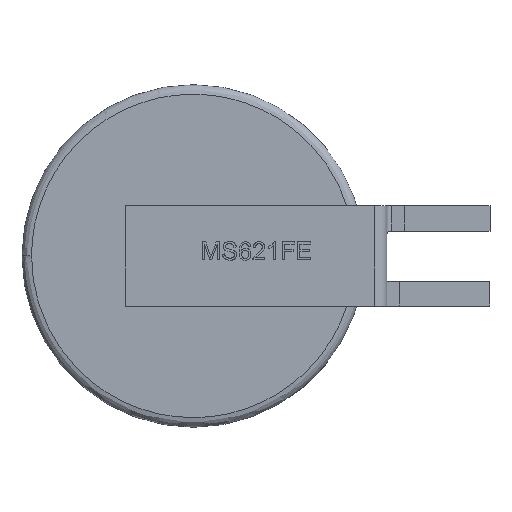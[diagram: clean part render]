
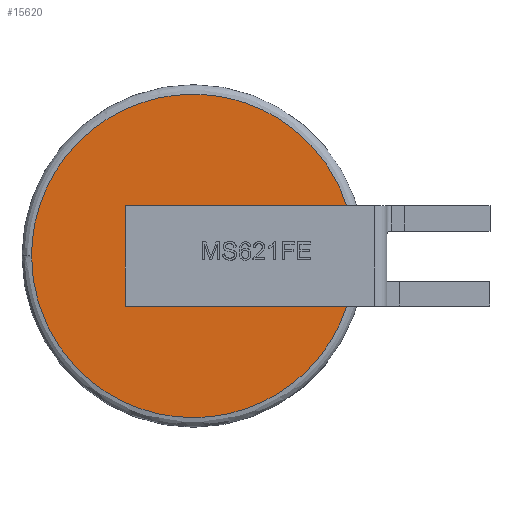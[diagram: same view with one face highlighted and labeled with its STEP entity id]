
A CAD part, top view. The second image highlights one B-rep face of the part: STEP entity #15620.
In plain terms, the highlighted planar face has unit normal (0, 0, 1).
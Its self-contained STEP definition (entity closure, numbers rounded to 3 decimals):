
#31 = CARTESIAN_POINT ( 'NONE',  ( -1.205, -2.975, 2.64 ) ) ;
#172 = VERTEX_POINT ( 'NONE', #5424 ) ;
#391 = CARTESIAN_POINT ( 'NONE',  ( -1.015, 3.046, 2.64 ) ) ;
#1039 = CARTESIAN_POINT ( 'NONE',  ( -3.182, -0.505, 2.64 ) ) ;
#1076 = CARTESIAN_POINT ( 'NONE',  ( 1.359, 2.909, 2.64 ) ) ;
#1346 = CARTESIAN_POINT ( 'NONE',  ( -2.942, 1.284, 2.64 ) ) ;
#1709 = CARTESIAN_POINT ( 'NONE',  ( -2.975, 1.205, 2.64 ) ) ;
#1943 = CARTESIAN_POINT ( 'NONE',  ( 3.21, 0., 2.64 ) ) ;
#1973 = CARTESIAN_POINT ( 'NONE',  ( -3.21, 0.408, 2.64 ) ) ;
#2530 = CARTESIAN_POINT ( 'NONE',  ( -2.583, -1.957, 2.64 ) ) ;
#2636 = CARTESIAN_POINT ( 'NONE',  ( 1.593, -2.822, 2.64 ) ) ;
#2719 = CARTESIAN_POINT ( 'NONE',  ( 2.942, -1.284, 2.64 ) ) ;
#2798 = CARTESIAN_POINT ( 'NONE',  ( 1.957, -2.583, 2.64 ) ) ;
#3324 = CARTESIAN_POINT ( 'NONE',  ( -1.156, 2.995, 2.64 ) ) ;
#3842 = CARTESIAN_POINT ( 'NONE',  ( 3.003, 1.134, 2.64 ) ) ;
#3892 = CARTESIAN_POINT ( 'NONE',  ( -1.86, -2.633, 2.64 ) ) ;
#3973 = CARTESIAN_POINT ( 'NONE',  ( 1.015, -3.046, 2.64 ) ) ;
#4103 = CARTESIAN_POINT ( 'NONE',  ( -2.426, 2.113, 2.64 ) ) ;
#4160 = CARTESIAN_POINT ( 'NONE',  ( -2.995, -1.156, 2.64 ) ) ;
#4231 = CARTESIAN_POINT ( 'NONE',  ( -0.802, -3.135, 2.64 ) ) ;
#4955 = ORIENTED_EDGE ( 'NONE', *, *, #5937, .T. ) ;
#5094 = CARTESIAN_POINT ( 'NONE',  ( 2.822, 1.593, 2.64 ) ) ;
#5161 = FACE_OUTER_BOUND ( 'NONE', #7165, .T. ) ;
#5188 = CARTESIAN_POINT ( 'NONE',  ( 3.182, 0.505, 2.64 ) ) ;
#5357 = CARTESIAN_POINT ( 'NONE',  ( 1.284, 2.942, 2.64 ) ) ;
#5407 = CARTESIAN_POINT ( 'NONE',  ( 2.975, -1.205, 2.64 ) ) ;
#5424 = CARTESIAN_POINT ( 'NONE',  ( -3.21, 0., 2.64 ) ) ;
#5447 = CARTESIAN_POINT ( 'NONE',  ( 3.046, 1.015, 2.64 ) ) ;
#5503 = CARTESIAN_POINT ( 'NONE',  ( -3.21, -0.204, 2.64 ) ) ;
#5535 = CARTESIAN_POINT ( 'NONE',  ( -2.909, 1.359, 2.64 ) ) ;
#5926 = CARTESIAN_POINT ( 'NONE',  ( -3.135, 0.802, 2.64 ) ) ;
#5937 = EDGE_CURVE ( 'NONE', #172, #12125, #9463, .T. ) ;
#6127 = CARTESIAN_POINT ( 'NONE',  ( -3.21, 0., 2.64 ) ) ;
#6616 = CARTESIAN_POINT ( 'NONE',  ( 1.233, 2.964, 2.64 ) ) ;
#6672 = CARTESIAN_POINT ( 'NONE',  ( -1.532, -2.825, 2.64 ) ) ;
#6702 = CARTESIAN_POINT ( 'NONE',  ( 3.21, 0.204, 2.64 ) ) ;
#6755 = CARTESIAN_POINT ( 'NONE',  ( 2.909, -1.359, 2.64 ) ) ;
#6801 = B_SPLINE_CURVE_WITH_KNOTS ( 'NONE', 3,
 ( #9412, #6702, #5188, #10714, #5447, #9142, #3842, #17515, #5094, #7961, #16256, #12260, #13547, #1076, #5357, #6616, #10884, #9511, #12174, #16599, #11478, #11392, #391, #11067, #7209, #3324, #17965, #7385, #4103, #15747, #7293, #5535, #1346, #9606, #1709, #5926, #1973, #6127 ),
 .UNSPECIFIED., .F., .F.,
 ( 4, 1, 1, 1, 2, 2, 2, 1, 1, 1, 2, 2, 2, 1, 1, 1, 2, 2, 2, 1, 1, 1, 2, 2, 4 ),
 ( 0., 0.062, 0.094, 0.109, 0.117, 0.125, 0.25, 0.312, 0.344, 0.359, 0.367, 0.375, 0.5, 0.562, 0.594, 0.609, 0.617, 0.625, 0.75, 0.812, 0.844, 0.859, 0.867, 0.875, 1. ),
 .UNSPECIFIED. ) ;
#7165 = EDGE_LOOP ( 'NONE', ( #4955, #8690 ) ) ;
#7209 = CARTESIAN_POINT ( 'NONE',  ( -1.134, 3.003, 2.64 ) ) ;
#7293 = CARTESIAN_POINT ( 'NONE',  ( -2.825, 1.532, 2.64 ) ) ;
#7385 = CARTESIAN_POINT ( 'NONE',  ( -1.957, 2.583, 2.64 ) ) ;
#7961 = CARTESIAN_POINT ( 'NONE',  ( 2.583, 1.957, 2.64 ) ) ;
#8030 = CARTESIAN_POINT ( 'NONE',  ( -1.233, -2.964, 2.64 ) ) ;
#8125 = CARTESIAN_POINT ( 'NONE',  ( 2.426, -2.113, 2.64 ) ) ;
#8203 = CARTESIAN_POINT ( 'NONE',  ( 3.21, 0., 2.64 ) ) ;
#8289 = CARTESIAN_POINT ( 'NONE',  ( -1.284, -2.942, 2.64 ) ) ;
#8690 = ORIENTED_EDGE ( 'NONE', *, *, #16497, .T. ) ;
#9142 = CARTESIAN_POINT ( 'NONE',  ( 3.021, 1.086, 2.64 ) ) ;
#9382 = CARTESIAN_POINT ( 'NONE',  ( -3.021, -1.086, 2.64 ) ) ;
#9412 = CARTESIAN_POINT ( 'NONE',  ( 3.21, 0., 2.64 ) ) ;
#9463 = B_SPLINE_CURVE_WITH_KNOTS ( 'NONE', 3,
 ( #12491, #5503, #1039, #16309, #11040, #9382, #16565, #4160, #14963, #2530, #15139, #3892, #6672, #9663, #8289, #8030, #31, #4231, #12228, #17748, #16386, #15219, #3973, #9470, #15054, #9569, #2636, #2798, #8125, #13702, #17833, #6755, #2719, #12308, #5407, #10944, #16474, #8203 ),
 .UNSPECIFIED., .F., .F.,
 ( 4, 1, 1, 1, 2, 2, 2, 1, 1, 1, 2, 2, 2, 1, 1, 1, 2, 2, 2, 1, 1, 1, 2, 2, 4 ),
 ( 0., 0.063, 0.094, 0.109, 0.117, 0.125, 0.25, 0.313, 0.344, 0.359, 0.367, 0.375, 0.5, 0.563, 0.594, 0.609, 0.617, 0.625, 0.75, 0.813, 0.844, 0.859, 0.867, 0.875, 1. ),
 .UNSPECIFIED. ) ;
#9470 = CARTESIAN_POINT ( 'NONE',  ( 1.086, -3.021, 2.64 ) ) ;
#9511 = CARTESIAN_POINT ( 'NONE',  ( 0.802, 3.135, 2.64 ) ) ;
#9569 = CARTESIAN_POINT ( 'NONE',  ( 1.156, -2.995, 2.64 ) ) ;
#9606 = CARTESIAN_POINT ( 'NONE',  ( -2.964, 1.233, 2.64 ) ) ;
#9663 = CARTESIAN_POINT ( 'NONE',  ( -1.359, -2.909, 2.64 ) ) ;
#10686 = PLANE ( 'NONE',  #11835 ) ;
#10714 = CARTESIAN_POINT ( 'NONE',  ( 3.1, 0.846, 2.64 ) ) ;
#10782 = CARTESIAN_POINT ( 'NONE',  ( 0., 0., 2.64 ) ) ;
#10884 = CARTESIAN_POINT ( 'NONE',  ( 1.205, 2.975, 2.64 ) ) ;
#10944 = CARTESIAN_POINT ( 'NONE',  ( 3.135, -0.802, 2.64 ) ) ;
#11040 = CARTESIAN_POINT ( 'NONE',  ( -3.046, -1.015, 2.64 ) ) ;
#11067 = CARTESIAN_POINT ( 'NONE',  ( -1.086, 3.021, 2.64 ) ) ;
#11392 = CARTESIAN_POINT ( 'NONE',  ( -0.846, 3.1, 2.64 ) ) ;
#11478 = CARTESIAN_POINT ( 'NONE',  ( -0.505, 3.182, 2.64 ) ) ;
#11835 = AXIS2_PLACEMENT_3D ( 'NONE', #10782, #15061, #13617 ) ;
#12125 = VERTEX_POINT ( 'NONE', #1943 ) ;
#12174 = CARTESIAN_POINT ( 'NONE',  ( 0.408, 3.21, 2.64 ) ) ;
#12228 = CARTESIAN_POINT ( 'NONE',  ( -0.408, -3.21, 2.64 ) ) ;
#12260 = CARTESIAN_POINT ( 'NONE',  ( 1.86, 2.633, 2.64 ) ) ;
#12308 = CARTESIAN_POINT ( 'NONE',  ( 2.964, -1.233, 2.64 ) ) ;
#12491 = CARTESIAN_POINT ( 'NONE',  ( -3.21, 0., 2.64 ) ) ;
#13547 = CARTESIAN_POINT ( 'NONE',  ( 1.532, 2.825, 2.64 ) ) ;
#13617 = DIRECTION ( 'NONE',  ( 1., 0., 0. ) ) ;
#13702 = CARTESIAN_POINT ( 'NONE',  ( 2.633, -1.86, 2.64 ) ) ;
#14963 = CARTESIAN_POINT ( 'NONE',  ( -2.822, -1.593, 2.64 ) ) ;
#15054 = CARTESIAN_POINT ( 'NONE',  ( 1.134, -3.003, 2.64 ) ) ;
#15061 = DIRECTION ( 'NONE',  ( 0., 0., 1. ) ) ;
#15139 = CARTESIAN_POINT ( 'NONE',  ( -2.113, -2.426, 2.64 ) ) ;
#15219 = CARTESIAN_POINT ( 'NONE',  ( 0.846, -3.1, 2.64 ) ) ;
#15620 = ADVANCED_FACE ( 'NONE', ( #5161 ), #10686, .T. ) ;
#15747 = CARTESIAN_POINT ( 'NONE',  ( -2.633, 1.86, 2.64 ) ) ;
#16256 = CARTESIAN_POINT ( 'NONE',  ( 2.113, 2.426, 2.64 ) ) ;
#16309 = CARTESIAN_POINT ( 'NONE',  ( -3.1, -0.846, 2.64 ) ) ;
#16386 = CARTESIAN_POINT ( 'NONE',  ( 0.505, -3.182, 2.64 ) ) ;
#16474 = CARTESIAN_POINT ( 'NONE',  ( 3.21, -0.408, 2.64 ) ) ;
#16497 = EDGE_CURVE ( 'NONE', #12125, #172, #6801, .T. ) ;
#16565 = CARTESIAN_POINT ( 'NONE',  ( -3.003, -1.134, 2.64 ) ) ;
#16599 = CARTESIAN_POINT ( 'NONE',  ( -0.204, 3.21, 2.64 ) ) ;
#17515 = CARTESIAN_POINT ( 'NONE',  ( 2.995, 1.156, 2.64 ) ) ;
#17748 = CARTESIAN_POINT ( 'NONE',  ( 0.204, -3.21, 2.64 ) ) ;
#17833 = CARTESIAN_POINT ( 'NONE',  ( 2.825, -1.532, 2.64 ) ) ;
#17965 = CARTESIAN_POINT ( 'NONE',  ( -1.593, 2.822, 2.64 ) ) ;
